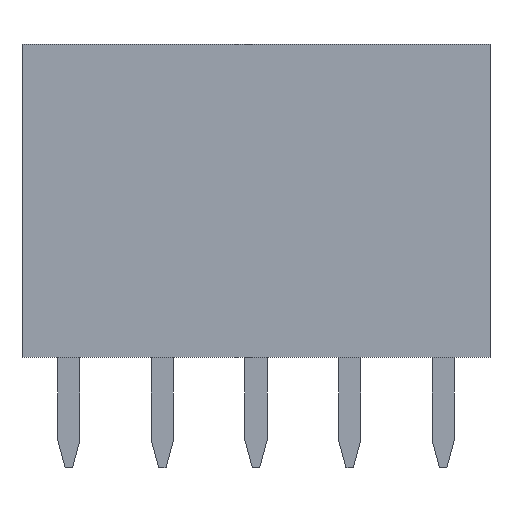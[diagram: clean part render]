
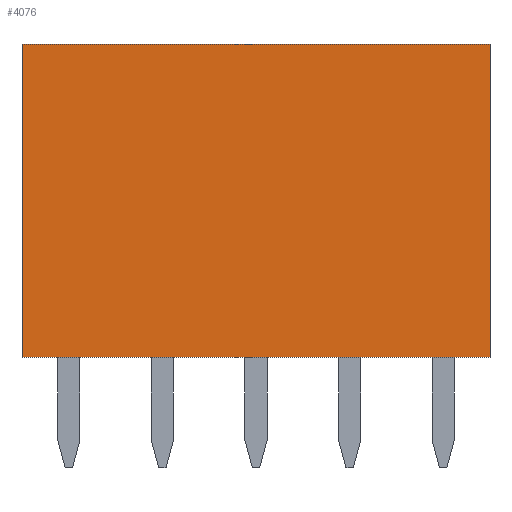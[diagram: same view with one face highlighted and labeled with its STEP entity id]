
A CAD part, front view. The second image highlights one B-rep face of the part: STEP entity #4076.
In plain terms, the highlighted planar face has unit normal (0, -1, 0).
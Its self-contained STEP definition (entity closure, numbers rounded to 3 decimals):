
#4076=ADVANCED_FACE('',(#8172),#8174,.T.);
#8172=FACE_BOUND('',#8173,.T.);
#8173=EDGE_LOOP('',(#11385,#11386,#11387,#11388));
#8174=PLANE('',#8175);
#8175=AXIS2_PLACEMENT_3D('',#8176,#8177,#8178);
#8176=CARTESIAN_POINT('',(-1.27,-1.27,0.));
#8177=DIRECTION('',(0.,-1.,0.));
#8178=DIRECTION('',(1.,0.,0.));
#11385=ORIENTED_EDGE('',*,*,#13187,.T.);
#11386=ORIENTED_EDGE('',*,*,#13038,.T.);
#11387=ORIENTED_EDGE('',*,*,#13163,.F.);
#11388=ORIENTED_EDGE('',*,*,#13027,.F.);
#13027=EDGE_CURVE('',#15287,#15289,#15290,.T.);
#13038=EDGE_CURVE('',#15309,#15307,#15310,.T.);
#13163=EDGE_CURVE('',#15289,#15307,#15483,.T.);
#13187=EDGE_CURVE('',#15287,#15309,#15515,.T.);
#15287=VERTEX_POINT('',#20121);
#15289=VERTEX_POINT('',#20125);
#15290=LINE('',#20126,#20127);
#15307=VERTEX_POINT('',#20163);
#15309=VERTEX_POINT('',#20167);
#15310=LINE('',#20168,#20169);
#15483=LINE('',#20599,#20600);
#15515=LINE('',#20679,#20680);
#20121=CARTESIAN_POINT('',(-1.27,-1.27,0.));
#20125=CARTESIAN_POINT('',(-1.27,-1.27,8.5));
#20126=CARTESIAN_POINT('',(-1.27,-1.27,0.));
#20127=VECTOR('',#20128,1.);
#20128=DIRECTION('',(0.,0.,1.));
#20163=CARTESIAN_POINT('',(11.43,-1.27,8.5));
#20167=CARTESIAN_POINT('',(11.43,-1.27,0.));
#20168=CARTESIAN_POINT('',(11.43,-1.27,0.));
#20169=VECTOR('',#20170,1.);
#20170=DIRECTION('',(0.,0.,1.));
#20599=CARTESIAN_POINT('',(-1.27,-1.27,8.5));
#20600=VECTOR('',#20601,1.);
#20601=DIRECTION('',(1.,0.,0.));
#20679=CARTESIAN_POINT('',(-1.27,-1.27,0.));
#20680=VECTOR('',#20681,1.);
#20681=DIRECTION('',(1.,0.,0.));
